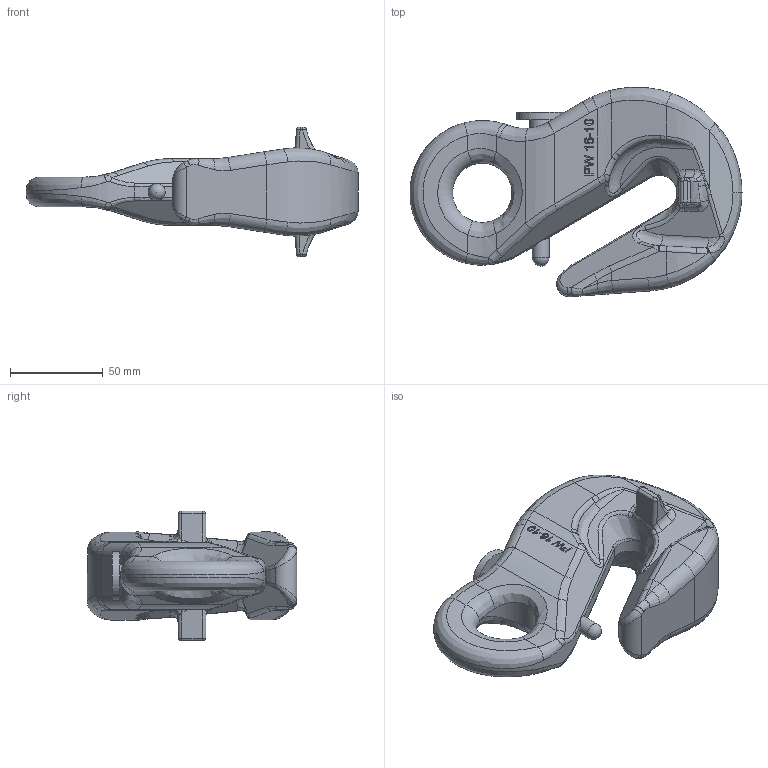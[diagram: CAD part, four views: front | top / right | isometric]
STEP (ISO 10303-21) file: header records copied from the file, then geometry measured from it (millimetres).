
FILE_DESCRIPTION(/* description */ (''),/* implementation_level */ '2;1');
FILE_NAME(/* name */ 'pewag_PSW_16.stp',/* time_stamp */ '2022-06-29T09:47:09+02:00',/* author */ (''),/* organization */ (''),/* preprocessor_version */ 'ST-DEVELOPER v16',/* originating_system */ 'SIEMENS PLM Software NX 11.0',/* authorisation */ '');
FILE_SCHEMA (('AUTOMOTIVE_DESIGN { 1 0 10303 214 3 1 1 1 }'));
Length unit declared in the file: millimetre
Products named in the file (1): KSE44B0A9CF4k3o
Bounding box: 179.02 x 112.98 x 70 mm (x, y, z)
Volume: 377834.8 mm3; surface area: 49184.6 mm2
Topology: 2 solids, 2 shells, 409 faces, 973 edges, 586 vertices
Faces by surface type: bspline 174, plane 111, extrusion 60, cylinder 58, torus 5, sphere 1
Full cylindrical faces by diameter (mm): 6 x1, 6.2 x1, 9 x1, 9.2 x1, 12 x1, 26 x1
Entity records: 21051 total; most frequent: CARTESIAN_POINT 13393, ORIENTED_EDGE 1916, EDGE_CURVE 958, DIRECTION 949, B_SPLINE_CURVE_WITH_KNOTS 597, VERTEX_POINT 583, EDGE_LOOP 443, ADVANCED_FACE 409
